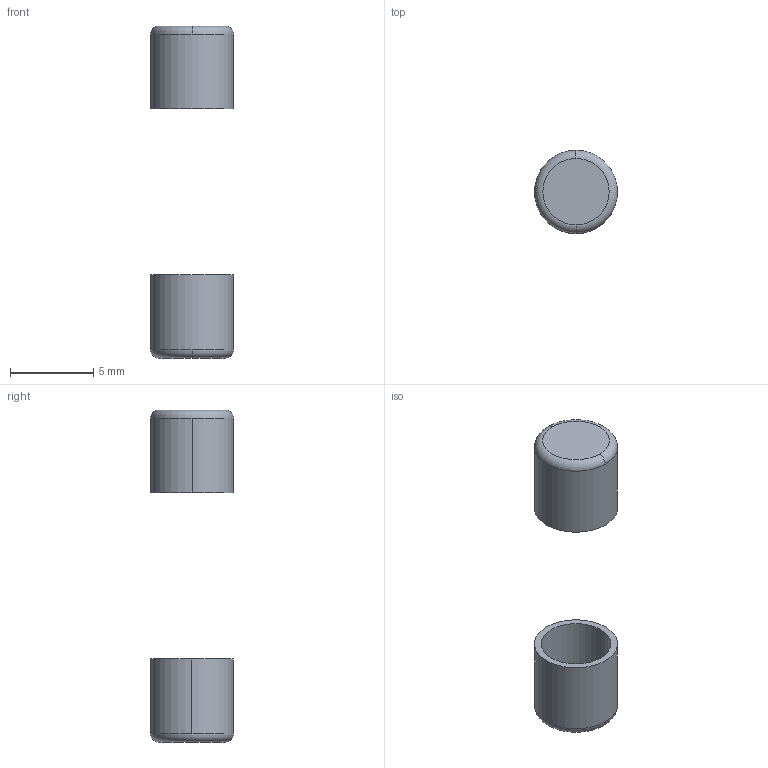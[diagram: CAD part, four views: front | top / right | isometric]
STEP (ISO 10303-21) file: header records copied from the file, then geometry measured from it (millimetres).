
FILE_DESCRIPTION((''),'2;1');
FILE_NAME('FUSE_5X20_GLASS_v_Part1.stp','2013-08-21T11:48:02',(''),(''),'Mechanical Desktop 2011','Mechanical Desktop 2011',', , ');
FILE_SCHEMA(('AUTOMOTIVE_DESIGN { 1 2 10303 214 1 1 1 1 }'));
Length unit declared in the file: millimetre
Products named in the file (1): Product
Bounding box: 5 x 5 x 20 mm (x, y, z)
Volume: 70 mm3; surface area: 347.4 mm2
Topology: 2 solids, 2 shells, 18 faces, 38 edges, 26 vertices
Faces by surface type: cylinder 6, bspline 5, torus 4, plane 3
Entity records: 578 total; most frequent: CARTESIAN_POINT 126, DIRECTION 96, ORIENTED_EDGE 76, AXIS2_PLACEMENT_3D 44, EDGE_CURVE 38, CIRCLE 30, VERTEX_POINT 26, EDGE_LOOP 20
